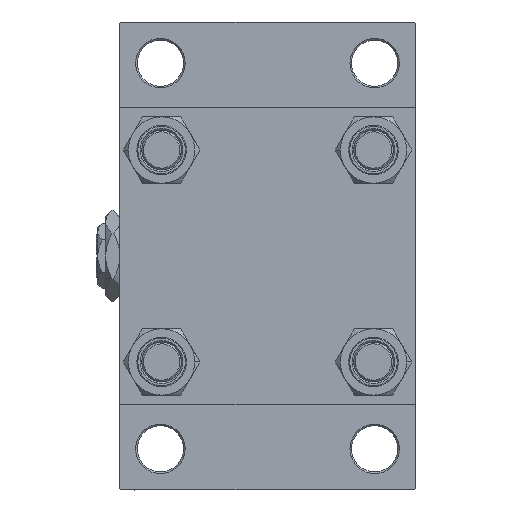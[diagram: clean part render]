
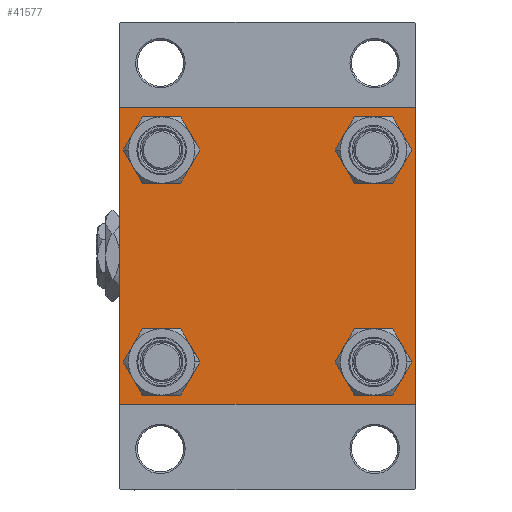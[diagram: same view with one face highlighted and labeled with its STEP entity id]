
A CAD part, left-side view. The second image highlights one B-rep face of the part: STEP entity #41577.
In plain terms, the highlighted planar face has unit normal (-1, 0, 0).
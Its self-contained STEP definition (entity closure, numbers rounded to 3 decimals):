
#497 = CARTESIAN_POINT ( 'NONE',  ( 0., 44.5, 45. ) ) ;
#513 = ORIENTED_EDGE ( 'NONE', *, *, #2394, .T. ) ;
#1102 = FACE_BOUND ( 'NONE', #33956, .T. ) ;
#1174 = VERTEX_POINT ( 'NONE', #44977 ) ;
#1358 = DIRECTION ( 'NONE',  ( 0., 0., 1. ) ) ;
#1712 = CARTESIAN_POINT ( 'NONE',  ( 0., 32.15, -25.65 ) ) ;
#2183 = LINE ( 'NONE', #42728, #16510 ) ;
#2394 = EDGE_CURVE ( 'NONE', #38838, #2821, #45825, .T. ) ;
#2821 = VERTEX_POINT ( 'NONE', #4538 ) ;
#2880 = ORIENTED_EDGE ( 'NONE', *, *, #4921, .T. ) ;
#4191 = LINE ( 'NONE', #38633, #38129 ) ;
#4230 = DIRECTION ( 'NONE',  ( 1., 0., 0. ) ) ;
#4538 = CARTESIAN_POINT ( 'NONE',  ( 0., 44.5, -45. ) ) ;
#4835 = EDGE_LOOP ( 'NONE', ( #7970, #513, #23035, #2880, #8255, #29218, #32299, #43334 ) ) ;
#4921 = EDGE_CURVE ( 'NONE', #20439, #1174, #2183, .T. ) ;
#5530 = AXIS2_PLACEMENT_3D ( 'NONE', #33566, #26032, #40872 ) ;
#5589 = VERTEX_POINT ( 'NONE', #26929 ) ;
#5901 = DIRECTION ( 'NONE',  ( 0., 0., 1. ) ) ;
#6196 = CARTESIAN_POINT ( 'NONE',  ( 0., 32.15, 25.65 ) ) ;
#6319 = CIRCLE ( 'NONE', #5530, 6.5 ) ;
#6678 = AXIS2_PLACEMENT_3D ( 'NONE', #33806, #41607, #6689 ) ;
#6689 = DIRECTION ( 'NONE',  ( 0., 0., 1. ) ) ;
#6974 = VECTOR ( 'NONE', #32608, 1000. ) ;
#7286 = EDGE_CURVE ( 'NONE', #39687, #1174, #21574, .T. ) ;
#7638 = DIRECTION ( 'NONE',  ( 0., -0.707, -0.707 ) ) ;
#7816 = ORIENTED_EDGE ( 'NONE', *, *, #49356, .T. ) ;
#7836 = ORIENTED_EDGE ( 'NONE', *, *, #17616, .T. ) ;
#7970 = ORIENTED_EDGE ( 'NONE', *, *, #23411, .T. ) ;
#8079 = VERTEX_POINT ( 'NONE', #32478 ) ;
#8255 = ORIENTED_EDGE ( 'NONE', *, *, #7286, .F. ) ;
#8256 = DIRECTION ( 'NONE',  ( 0., 0., 1. ) ) ;
#8416 = FACE_BOUND ( 'NONE', #18141, .T. ) ;
#8462 = CIRCLE ( 'NONE', #22906, 6.5 ) ;
#8741 = VERTEX_POINT ( 'NONE', #35779 ) ;
#8768 = CARTESIAN_POINT ( 'NONE',  ( 0., 44.75, 44.75 ) ) ;
#8899 = EDGE_CURVE ( 'NONE', #20076, #39084, #21946, .T. ) ;
#8986 = CARTESIAN_POINT ( 'NONE',  ( 0., -44.5, -45. ) ) ;
#9434 = CARTESIAN_POINT ( 'NONE',  ( 0., 0., 0. ) ) ;
#9759 = CARTESIAN_POINT ( 'NONE',  ( 0., 45., 44.5 ) ) ;
#10690 = CARTESIAN_POINT ( 'NONE',  ( 0., 45., -44.5 ) ) ;
#10988 = EDGE_CURVE ( 'NONE', #8079, #15441, #31024, .T. ) ;
#11389 = DIRECTION ( 'NONE',  ( 0., -1., 0. ) ) ;
#12265 = VERTEX_POINT ( 'NONE', #9759 ) ;
#13125 = ORIENTED_EDGE ( 'NONE', *, *, #10988, .T. ) ;
#14618 = AXIS2_PLACEMENT_3D ( 'NONE', #9434, #24751, #40066 ) ;
#14908 = EDGE_CURVE ( 'NONE', #2821, #20439, #23019, .T. ) ;
#14946 = VECTOR ( 'NONE', #11389, 1000. ) ;
#15441 = VERTEX_POINT ( 'NONE', #30902 ) ;
#15538 = CIRCLE ( 'NONE', #43617, 6.5 ) ;
#15863 = DIRECTION ( 'NONE',  ( 0., -0.707, 0.707 ) ) ;
#16510 = VECTOR ( 'NONE', #15863, 1000. ) ;
#17436 = ORIENTED_EDGE ( 'NONE', *, *, #31593, .T. ) ;
#17616 = EDGE_CURVE ( 'NONE', #15441, #8079, #28341, .T. ) ;
#17629 = DIRECTION ( 'NONE',  ( 1., 0., 0. ) ) ;
#18114 = VECTOR ( 'NONE', #36991, 1000. ) ;
#18141 = EDGE_LOOP ( 'NONE', ( #35831, #42764 ) ) ;
#18545 = DIRECTION ( 'NONE',  ( 0., 0.707, 0.707 ) ) ;
#19634 = VECTOR ( 'NONE', #7638, 1000. ) ;
#19993 = FACE_BOUND ( 'NONE', #49385, .T. ) ;
#20076 = VERTEX_POINT ( 'NONE', #497 ) ;
#20439 = VERTEX_POINT ( 'NONE', #8986 ) ;
#20691 = EDGE_CURVE ( 'NONE', #26100, #37356, #43721, .T. ) ;
#21451 = CARTESIAN_POINT ( 'NONE',  ( 0., -44.5, 45. ) ) ;
#21574 = LINE ( 'NONE', #44669, #6974 ) ;
#21946 = LINE ( 'NONE', #45796, #14946 ) ;
#22339 = CARTESIAN_POINT ( 'NONE',  ( 0., 32.15, -32.15 ) ) ;
#22906 = AXIS2_PLACEMENT_3D ( 'NONE', #22339, #49209, #45677 ) ;
#23019 = LINE ( 'NONE', #38819, #35984 ) ;
#23035 = ORIENTED_EDGE ( 'NONE', *, *, #14908, .T. ) ;
#23411 = EDGE_CURVE ( 'NONE', #12265, #38838, #32954, .T. ) ;
#24589 = LINE ( 'NONE', #8768, #38948 ) ;
#24751 = DIRECTION ( 'NONE',  ( -1., 0., 0. ) ) ;
#24990 = CARTESIAN_POINT ( 'NONE',  ( 0., -32.15, -32.15 ) ) ;
#25071 = DIRECTION ( 'NONE',  ( 0., 0.707, -0.707 ) ) ;
#25163 = DIRECTION ( 'NONE',  ( 0., 0., 1. ) ) ;
#26019 = EDGE_CURVE ( 'NONE', #20076, #12265, #24589, .T. ) ;
#26032 = DIRECTION ( 'NONE',  ( 1., 0., 0. ) ) ;
#26100 = VERTEX_POINT ( 'NONE', #45896 ) ;
#26238 = CARTESIAN_POINT ( 'NONE',  ( 0., 44.75, -44.75 ) ) ;
#26929 = CARTESIAN_POINT ( 'NONE',  ( 0., -32.15, 38.65 ) ) ;
#27360 = VERTEX_POINT ( 'NONE', #30368 ) ;
#28341 = CIRCLE ( 'NONE', #6678, 6.5 ) ;
#28507 = FACE_OUTER_BOUND ( 'NONE', #4835, .T. ) ;
#29218 = ORIENTED_EDGE ( 'NONE', *, *, #49318, .T. ) ;
#29513 = AXIS2_PLACEMENT_3D ( 'NONE', #40372, #44394, #29562 ) ;
#29562 = DIRECTION ( 'NONE',  ( 0., 0., 1. ) ) ;
#29610 = AXIS2_PLACEMENT_3D ( 'NONE', #30831, #35543, #1358 ) ;
#30368 = CARTESIAN_POINT ( 'NONE',  ( 0., 32.15, 38.65 ) ) ;
#30831 = CARTESIAN_POINT ( 'NONE',  ( 0., 32.15, 32.15 ) ) ;
#30864 = CARTESIAN_POINT ( 'NONE',  ( 0., 32.15, -32.15 ) ) ;
#30902 = CARTESIAN_POINT ( 'NONE',  ( 0., -32.15, -25.65 ) ) ;
#31024 = CIRCLE ( 'NONE', #46281, 6.5 ) ;
#31593 = EDGE_CURVE ( 'NONE', #5589, #8741, #44771, .T. ) ;
#32299 = ORIENTED_EDGE ( 'NONE', *, *, #8899, .F. ) ;
#32478 = CARTESIAN_POINT ( 'NONE',  ( 0., -32.15, -38.65 ) ) ;
#32608 = DIRECTION ( 'NONE',  ( 0., 0., -1. ) ) ;
#32954 = LINE ( 'NONE', #44783, #18114 ) ;
#33566 = CARTESIAN_POINT ( 'NONE',  ( 0., 32.15, 32.15 ) ) ;
#33725 = EDGE_CURVE ( 'NONE', #27360, #47352, #6319, .T. ) ;
#33806 = CARTESIAN_POINT ( 'NONE',  ( 0., -32.15, -32.15 ) ) ;
#33956 = EDGE_LOOP ( 'NONE', ( #17436, #39427 ) ) ;
#34177 = EDGE_LOOP ( 'NONE', ( #7836, #13125 ) ) ;
#35543 = DIRECTION ( 'NONE',  ( 1., 0., 0. ) ) ;
#35779 = CARTESIAN_POINT ( 'NONE',  ( 0., -32.15, 25.65 ) ) ;
#35831 = ORIENTED_EDGE ( 'NONE', *, *, #33725, .T. ) ;
#35984 = VECTOR ( 'NONE', #49666, 1000. ) ;
#36480 = AXIS2_PLACEMENT_3D ( 'NONE', #30864, #4230, #8256 ) ;
#36991 = DIRECTION ( 'NONE',  ( 0., 0., -1. ) ) ;
#37356 = VERTEX_POINT ( 'NONE', #1712 ) ;
#37542 = EDGE_CURVE ( 'NONE', #47352, #27360, #47263, .T. ) ;
#38129 = VECTOR ( 'NONE', #18545, 1000. ) ;
#38633 = CARTESIAN_POINT ( 'NONE',  ( 0., -44.75, 44.75 ) ) ;
#38819 = CARTESIAN_POINT ( 'NONE',  ( 0., 45., -45. ) ) ;
#38838 = VERTEX_POINT ( 'NONE', #10690 ) ;
#38866 = CARTESIAN_POINT ( 'NONE',  ( 0., -45., 44.5 ) ) ;
#38948 = VECTOR ( 'NONE', #25071, 1000. ) ;
#39084 = VERTEX_POINT ( 'NONE', #21451 ) ;
#39427 = ORIENTED_EDGE ( 'NONE', *, *, #45947, .T. ) ;
#39687 = VERTEX_POINT ( 'NONE', #38866 ) ;
#40066 = DIRECTION ( 'NONE',  ( 0., 0., 1. ) ) ;
#40311 = DIRECTION ( 'NONE',  ( 1., 0., 0. ) ) ;
#40372 = CARTESIAN_POINT ( 'NONE',  ( 0., -32.15, 32.15 ) ) ;
#40872 = DIRECTION ( 'NONE',  ( 0., 0., 1. ) ) ;
#41577 = ADVANCED_FACE ( 'NONE', ( #1102, #47607, #19993, #8416, #28507 ), #43831, .T. ) ;
#41607 = DIRECTION ( 'NONE',  ( 1., 0., 0. ) ) ;
#42728 = CARTESIAN_POINT ( 'NONE',  ( 0., -44.75, -44.75 ) ) ;
#42764 = ORIENTED_EDGE ( 'NONE', *, *, #37542, .T. ) ;
#43334 = ORIENTED_EDGE ( 'NONE', *, *, #26019, .T. ) ;
#43617 = AXIS2_PLACEMENT_3D ( 'NONE', #48278, #17629, #25163 ) ;
#43721 = CIRCLE ( 'NONE', #36480, 6.5 ) ;
#43831 = PLANE ( 'NONE',  #14618 ) ;
#44394 = DIRECTION ( 'NONE',  ( 1., 0., 0. ) ) ;
#44669 = CARTESIAN_POINT ( 'NONE',  ( 0., -45., 45. ) ) ;
#44771 = CIRCLE ( 'NONE', #29513, 6.5 ) ;
#44783 = CARTESIAN_POINT ( 'NONE',  ( 0., 45., 45. ) ) ;
#44977 = CARTESIAN_POINT ( 'NONE',  ( 0., -45., -44.5 ) ) ;
#45677 = DIRECTION ( 'NONE',  ( 0., 0., 1. ) ) ;
#45796 = CARTESIAN_POINT ( 'NONE',  ( 0., 45., 45. ) ) ;
#45825 = LINE ( 'NONE', #26238, #19634 ) ;
#45896 = CARTESIAN_POINT ( 'NONE',  ( 0., 32.15, -38.65 ) ) ;
#45947 = EDGE_CURVE ( 'NONE', #8741, #5589, #15538, .T. ) ;
#46281 = AXIS2_PLACEMENT_3D ( 'NONE', #24990, #40311, #5901 ) ;
#47263 = CIRCLE ( 'NONE', #29610, 6.5 ) ;
#47352 = VERTEX_POINT ( 'NONE', #6196 ) ;
#47607 = FACE_BOUND ( 'NONE', #34177, .T. ) ;
#48278 = CARTESIAN_POINT ( 'NONE',  ( 0., -32.15, 32.15 ) ) ;
#48892 = ORIENTED_EDGE ( 'NONE', *, *, #20691, .T. ) ;
#49209 = DIRECTION ( 'NONE',  ( 1., 0., 0. ) ) ;
#49318 = EDGE_CURVE ( 'NONE', #39687, #39084, #4191, .T. ) ;
#49356 = EDGE_CURVE ( 'NONE', #37356, #26100, #8462, .T. ) ;
#49385 = EDGE_LOOP ( 'NONE', ( #7816, #48892 ) ) ;
#49666 = DIRECTION ( 'NONE',  ( 0., -1., 0. ) ) ;
